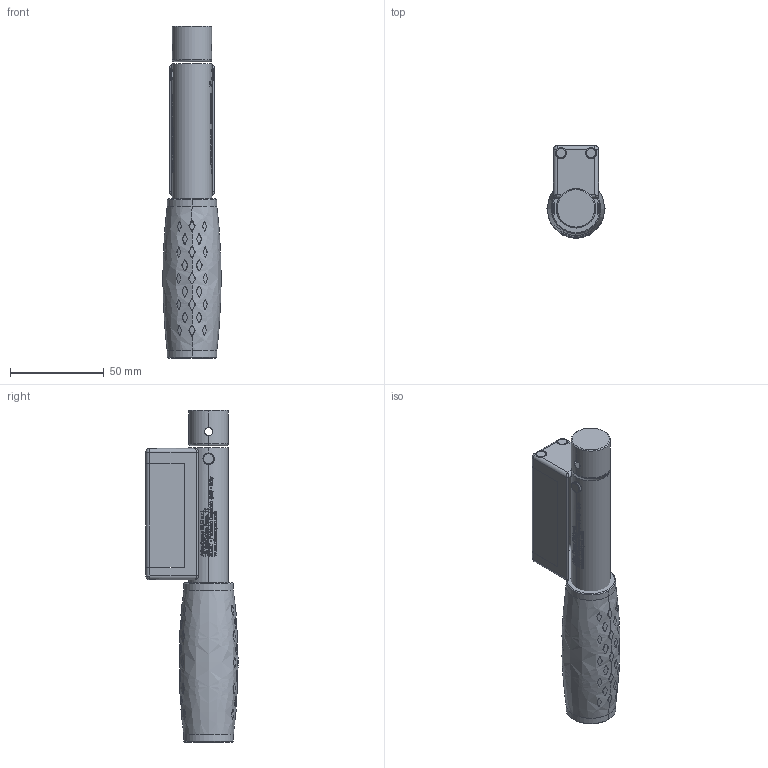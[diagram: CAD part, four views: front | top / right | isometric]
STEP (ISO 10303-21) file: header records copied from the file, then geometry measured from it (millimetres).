
FILE_DESCRIPTION((''),'2;1');
FILE_NAME('8439004400_1_SW','2018-07-10T',('ITDANL'),(''),'CREO PARAMETRIC BY PTC INC, 2016260','CREO PARAMETRIC BY PTC INC, 2016260','');
FILE_SCHEMA(('CONFIG_CONTROL_DESIGN','GEOMETRIC_VALIDATION_PROPERTIES_MIM'));
Length unit declared in the file: millimetre
Products named in the file (1): 8439004400_1_SW
Bounding box: 31 x 49.11 x 177 mm (x, y, z)
Surface area: 28336.5 mm2 (no closed solid volume)
Topology: 0 solids, 226 shells, 376 faces, 2982 edges, 2798 vertices
Faces by surface type: cylinder 203, bspline 132, plane 21, cone 10, torus 6, sphere 4
Entity records: 38359 total; most frequent: CARTESIAN_POINT 20364, ORIENTED_EDGE 3226, EDGE_CURVE 2982, VERTEX_POINT 2798, B_SPLINE_CURVE_WITH_KNOTS 1946, DIRECTION 1923, AXIS2_PLACEMENT_3D 643, VECTOR 637
